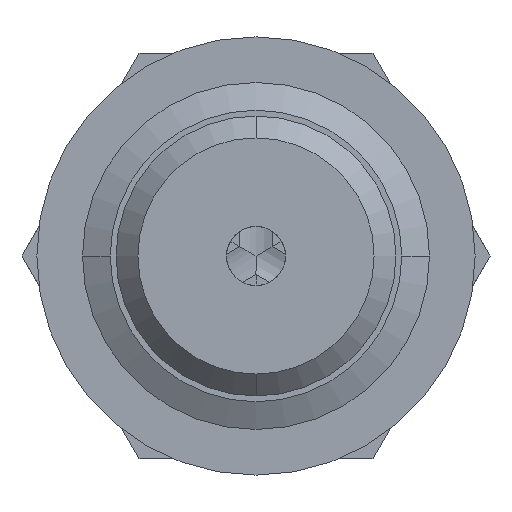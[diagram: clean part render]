
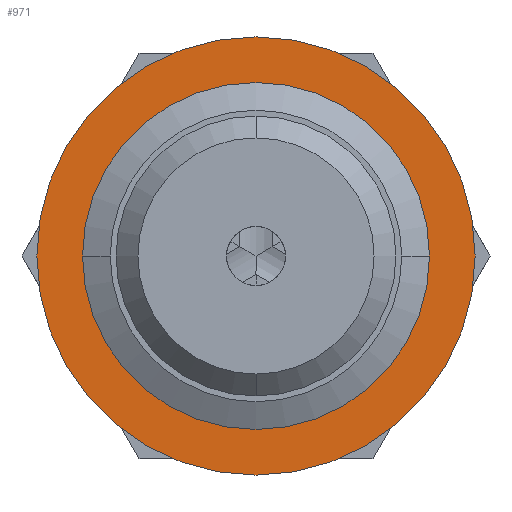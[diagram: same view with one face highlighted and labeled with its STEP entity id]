
A CAD part, front view. The second image highlights one B-rep face of the part: STEP entity #971.
In plain terms, the highlighted planar face has unit normal (0, -1, 0).
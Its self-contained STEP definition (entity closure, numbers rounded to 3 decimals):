
#107=CARTESIAN_POINT('',(0.,-5.175,0.));
#108=DIRECTION('',(0.,1.,0.));
#109=DIRECTION('',(1.,0.,0.));
#110=AXIS2_PLACEMENT_3D('',#107,#108,#109);
#116=CARTESIAN_POINT('',(0.,-5.175,0.));
#117=DIRECTION('',(0.,-1.,0.));
#118=DIRECTION('',(1.,0.,0.));
#119=AXIS2_PLACEMENT_3D('',#116,#117,#118);
#125=CARTESIAN_POINT('',(0.,-5.175,0.));
#126=DIRECTION('',(0.,1.,0.));
#127=DIRECTION('',(1.,0.,0.));
#128=AXIS2_PLACEMENT_3D('',#125,#126,#127);
#130=CARTESIAN_POINT('',(0.,-5.175,0.));
#131=DIRECTION('',(0.,-1.,0.));
#132=DIRECTION('',(1.,0.,0.));
#133=AXIS2_PLACEMENT_3D('',#130,#131,#132);
#779=CARTESIAN_POINT('',(8.154,-5.175,0.));
#781=VERTEX_POINT('',#779);
#782=CARTESIAN_POINT('',(10.3,-5.175,0.));
#784=VERTEX_POINT('',#782);
#787=CARTESIAN_POINT('',(-8.154,-5.175,0.));
#789=VERTEX_POINT('',#787);
#790=CARTESIAN_POINT('',(-10.3,-5.175,0.));
#792=VERTEX_POINT('',#790);
#956=CARTESIAN_POINT('',(0.,-5.175,0.));
#957=DIRECTION('',(0.,1.,0.));
#958=DIRECTION('',(1.,0.,0.));
#959=AXIS2_PLACEMENT_3D('',#956,#957,#958);
#960=PLANE('',#959);
#961=ORIENTED_EDGE('',*,*,#949,.F.);
#962=ORIENTED_EDGE('',*,*,#938,.T.);
#963=EDGE_LOOP('',(#961,#962));
#964=FACE_OUTER_BOUND('',#963,.F.);
#966=ORIENTED_EDGE('',*,*,#965,.F.);
#968=ORIENTED_EDGE('',*,*,#967,.T.);
#969=EDGE_LOOP('',(#966,#968));
#970=FACE_BOUND('',#969,.F.);
#111=CIRCLE('',#110,10.3);
#120=CIRCLE('',#119,10.3);
#129=CIRCLE('',#128,8.154);
#134=CIRCLE('',#133,8.154);
#938=EDGE_CURVE('',#784,#792,#111,.T.);
#949=EDGE_CURVE('',#784,#792,#120,.T.);
#965=EDGE_CURVE('',#781,#789,#129,.T.);
#967=EDGE_CURVE('',#781,#789,#134,.T.);
#971=ADVANCED_FACE('',(#964,#970),#960,.F.);
